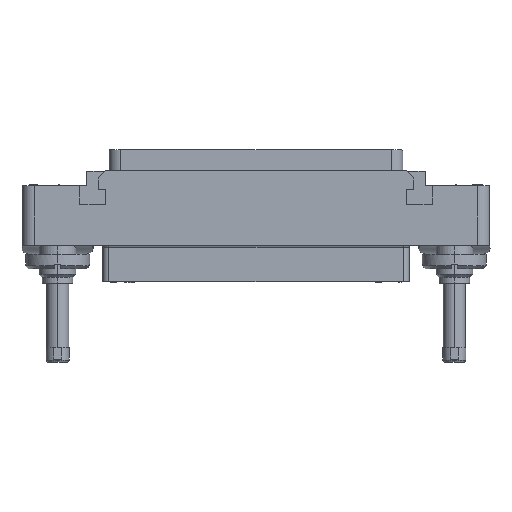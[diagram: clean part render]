
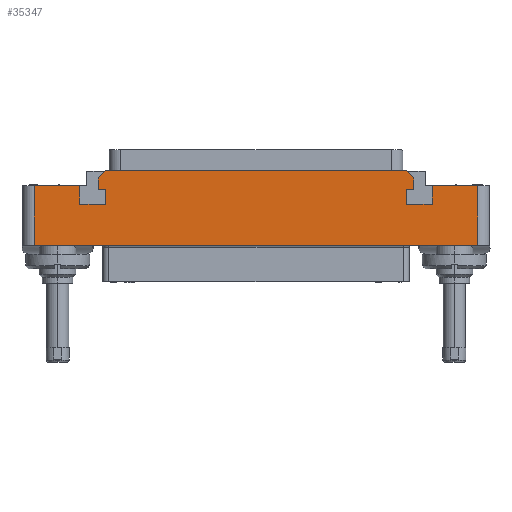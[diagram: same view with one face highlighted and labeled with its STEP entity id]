
A CAD part, top view. The second image highlights one B-rep face of the part: STEP entity #35347.
In plain terms, the highlighted planar face has unit normal (0, 0, 1).
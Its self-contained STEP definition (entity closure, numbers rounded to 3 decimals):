
#1=DIRECTION('',(-1.,0.,0.));
#2=VECTOR('',#1,76.);
#3=CARTESIAN_POINT('',(38.,0.,7.));
#4=LINE('',#3,#2);
#5=DIRECTION('',(1.,0.,0.));
#6=VECTOR('',#5,7.8);
#7=CARTESIAN_POINT('',(-38.,10.25,7.));
#8=LINE('',#7,#6);
#9=DIRECTION('',(0.,-1.,0.));
#10=VECTOR('',#9,3.2);
#11=CARTESIAN_POINT('',(-30.2,10.25,7.));
#12=LINE('',#11,#10);
#13=DIRECTION('',(1.,0.,0.));
#14=VECTOR('',#13,4.4);
#15=CARTESIAN_POINT('',(-30.2,7.05,7.));
#16=LINE('',#15,#14);
#17=DIRECTION('',(0.,1.,0.));
#18=VECTOR('',#17,2.6);
#19=CARTESIAN_POINT('',(-25.8,7.05,7.));
#20=LINE('',#19,#18);
#21=DIRECTION('',(-1.,0.,0.));
#22=VECTOR('',#21,1.2);
#23=CARTESIAN_POINT('',(-25.8,9.65,7.));
#24=LINE('',#23,#22);
#25=DIRECTION('',(0.,-1.,0.));
#26=VECTOR('',#25,1.9);
#27=CARTESIAN_POINT('',(-27.,11.55,7.));
#28=LINE('',#27,#26);
#29=DIRECTION('',(1.,0.,0.));
#30=VECTOR('',#29,51.6);
#31=CARTESIAN_POINT('',(-25.8,12.75,7.));
#32=LINE('',#31,#30);
#33=DIRECTION('',(0.,-1.,0.));
#34=VECTOR('',#33,1.9);
#35=CARTESIAN_POINT('',(27.,11.55,7.));
#36=LINE('',#35,#34);
#37=DIRECTION('',(-1.,0.,0.));
#38=VECTOR('',#37,1.2);
#39=CARTESIAN_POINT('',(27.,9.65,7.));
#40=LINE('',#39,#38);
#41=DIRECTION('',(0.,-1.,0.));
#42=VECTOR('',#41,2.6);
#43=CARTESIAN_POINT('',(25.8,9.65,7.));
#44=LINE('',#43,#42);
#45=DIRECTION('',(1.,0.,0.));
#46=VECTOR('',#45,4.4);
#47=CARTESIAN_POINT('',(25.8,7.05,7.));
#48=LINE('',#47,#46);
#49=DIRECTION('',(0.,1.,0.));
#50=VECTOR('',#49,3.2);
#51=CARTESIAN_POINT('',(30.2,7.05,7.));
#52=LINE('',#51,#50);
#53=DIRECTION('',(1.,0.,0.));
#54=VECTOR('',#53,7.8);
#55=CARTESIAN_POINT('',(30.2,10.25,7.));
#56=LINE('',#55,#54);
#57=DIRECTION('',(0.,1.,0.));
#58=VECTOR('',#57,10.25);
#59=CARTESIAN_POINT('',(38.,0.,7.));
#60=LINE('',#59,#58);
#799=DIRECTION('',(0.707,-0.707,0.));
#800=VECTOR('',#799,1.697);
#801=CARTESIAN_POINT('',(25.8,12.75,7.));
#802=LINE('',#801,#800);
#823=DIRECTION('',(-0.707,-0.707,0.));
#824=VECTOR('',#823,1.697);
#825=CARTESIAN_POINT('',(-25.8,12.75,7.));
#826=LINE('',#825,#824);
#1383=DIRECTION('',(0.,-1.,0.));
#1384=VECTOR('',#1383,10.25);
#1385=CARTESIAN_POINT('',(-38.,10.25,7.));
#1386=LINE('',#1385,#1384);
#28491=CARTESIAN_POINT('',(-30.2,10.25,7.));
#28492=CARTESIAN_POINT('',(-30.2,7.05,7.));
#28493=VERTEX_POINT('',#28491);
#28494=VERTEX_POINT('',#28492);
#28495=CARTESIAN_POINT('',(-25.8,7.05,7.));
#28496=VERTEX_POINT('',#28495);
#28497=CARTESIAN_POINT('',(-25.8,9.65,7.));
#28498=VERTEX_POINT('',#28497);
#28499=CARTESIAN_POINT('',(-27.,9.65,7.));
#28500=VERTEX_POINT('',#28499);
#28501=CARTESIAN_POINT('',(27.,9.65,7.));
#28502=CARTESIAN_POINT('',(25.8,9.65,7.));
#28503=VERTEX_POINT('',#28501);
#28504=VERTEX_POINT('',#28502);
#28505=CARTESIAN_POINT('',(25.8,7.05,7.));
#28506=VERTEX_POINT('',#28505);
#28507=CARTESIAN_POINT('',(30.2,7.05,7.));
#28508=VERTEX_POINT('',#28507);
#28509=CARTESIAN_POINT('',(30.2,10.25,7.));
#28510=VERTEX_POINT('',#28509);
#28515=CARTESIAN_POINT('',(-25.8,12.75,7.));
#28517=VERTEX_POINT('',#28515);
#28519=CARTESIAN_POINT('',(-27.,11.55,7.));
#28521=VERTEX_POINT('',#28519);
#28523=CARTESIAN_POINT('',(25.8,12.75,7.));
#28525=VERTEX_POINT('',#28523);
#28527=CARTESIAN_POINT('',(27.,11.55,7.));
#28529=VERTEX_POINT('',#28527);
#28619=CARTESIAN_POINT('',(38.,0.,7.));
#28620=CARTESIAN_POINT('',(38.,10.25,7.));
#28621=VERTEX_POINT('',#28619);
#28622=VERTEX_POINT('',#28620);
#28627=CARTESIAN_POINT('',(-38.,10.25,7.));
#28628=CARTESIAN_POINT('',(-38.,0.,7.));
#28629=VERTEX_POINT('',#28627);
#28630=VERTEX_POINT('',#28628);
#35304=CARTESIAN_POINT('',(0.,0.,7.));
#35305=DIRECTION('',(0.,0.,-1.));
#35306=DIRECTION('',(-1.,0.,0.));
#35307=AXIS2_PLACEMENT_3D('',#35304,#35305,#35306);
#35308=PLANE('',#35307);
#35310=ORIENTED_EDGE('',*,*,#35309,.F.);
#35312=ORIENTED_EDGE('',*,*,#35311,.T.);
#35314=ORIENTED_EDGE('',*,*,#35313,.F.);
#35316=ORIENTED_EDGE('',*,*,#35315,.T.);
#35318=ORIENTED_EDGE('',*,*,#35317,.T.);
#35320=ORIENTED_EDGE('',*,*,#35319,.T.);
#35322=ORIENTED_EDGE('',*,*,#35321,.T.);
#35324=ORIENTED_EDGE('',*,*,#35323,.T.);
#35326=ORIENTED_EDGE('',*,*,#35325,.F.);
#35328=ORIENTED_EDGE('',*,*,#35327,.F.);
#35330=ORIENTED_EDGE('',*,*,#35329,.T.);
#35332=ORIENTED_EDGE('',*,*,#35331,.T.);
#35334=ORIENTED_EDGE('',*,*,#35333,.T.);
#35336=ORIENTED_EDGE('',*,*,#35335,.T.);
#35338=ORIENTED_EDGE('',*,*,#35337,.T.);
#35340=ORIENTED_EDGE('',*,*,#35339,.T.);
#35342=ORIENTED_EDGE('',*,*,#35341,.T.);
#35344=ORIENTED_EDGE('',*,*,#35343,.T.);
#35345=EDGE_LOOP('',(#35310,#35312,#35314,#35316,#35318,#35320,#35322,#35324,
#35326,#35328,#35330,#35332,#35334,#35336,#35338,#35340,#35342,#35344));
#35346=FACE_OUTER_BOUND('',#35345,.F.);
#35347=ADVANCED_FACE('',(#35346),#35308,.F.);
#35309=EDGE_CURVE('',#28621,#28622,#60,.T.);
#35311=EDGE_CURVE('',#28621,#28630,#4,.T.);
#35313=EDGE_CURVE('',#28629,#28630,#1386,.T.);
#35315=EDGE_CURVE('',#28629,#28493,#8,.T.);
#35317=EDGE_CURVE('',#28493,#28494,#12,.T.);
#35319=EDGE_CURVE('',#28494,#28496,#16,.T.);
#35321=EDGE_CURVE('',#28496,#28498,#20,.T.);
#35323=EDGE_CURVE('',#28498,#28500,#24,.T.);
#35325=EDGE_CURVE('',#28521,#28500,#28,.T.);
#35327=EDGE_CURVE('',#28517,#28521,#826,.T.);
#35329=EDGE_CURVE('',#28517,#28525,#32,.T.);
#35331=EDGE_CURVE('',#28525,#28529,#802,.T.);
#35333=EDGE_CURVE('',#28529,#28503,#36,.T.);
#35335=EDGE_CURVE('',#28503,#28504,#40,.T.);
#35337=EDGE_CURVE('',#28504,#28506,#44,.T.);
#35339=EDGE_CURVE('',#28506,#28508,#48,.T.);
#35341=EDGE_CURVE('',#28508,#28510,#52,.T.);
#35343=EDGE_CURVE('',#28510,#28622,#56,.T.);
